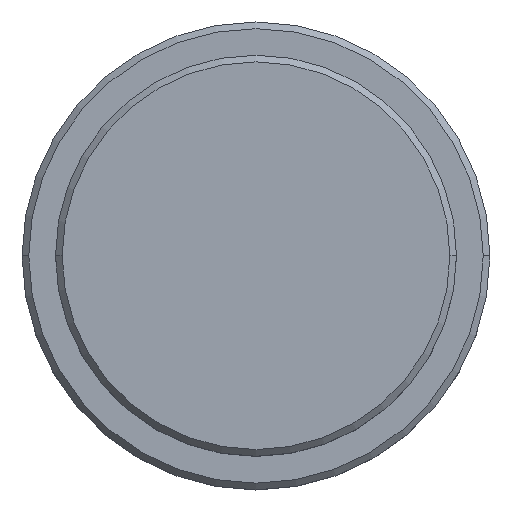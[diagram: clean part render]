
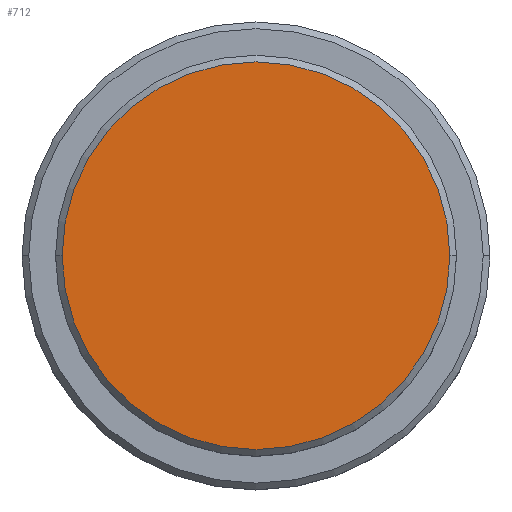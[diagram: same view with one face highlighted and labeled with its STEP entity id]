
A CAD part, top view. The second image highlights one B-rep face of the part: STEP entity #712.
In plain terms, the highlighted planar face has unit normal (0, 0, 1).
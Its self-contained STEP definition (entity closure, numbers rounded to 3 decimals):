
#9 = AXIS2_PLACEMENT_3D ( 'NONE', #211, #233, #979 ) ;
#49 = EDGE_CURVE ( 'NONE', #325, #433, #1085, .T. ) ;
#115 = EDGE_LOOP ( 'NONE', ( #1401, #1240 ) ) ;
#178 = CIRCLE ( 'NONE', #9, 14.5 ) ;
#211 = CARTESIAN_POINT ( 'NONE',  ( 0., 0., 0. ) ) ;
#232 = CARTESIAN_POINT ( 'NONE',  ( 0., 0., 0. ) ) ;
#233 = DIRECTION ( 'NONE',  ( 0., 0., 1. ) ) ;
#325 = VERTEX_POINT ( 'NONE', #1170 ) ;
#433 = VERTEX_POINT ( 'NONE', #1114 ) ;
#577 = CARTESIAN_POINT ( 'NONE',  ( 0., 0., 0. ) ) ;
#634 = AXIS2_PLACEMENT_3D ( 'NONE', #232, #1132, #1036 ) ;
#712 = ADVANCED_FACE ( 'NONE', ( #777 ), #1211, .T. ) ;
#777 = FACE_OUTER_BOUND ( 'NONE', #115, .T. ) ;
#892 = DIRECTION ( 'NONE',  ( 0., 0., 1. ) ) ;
#979 = DIRECTION ( 'NONE',  ( 1., 0., 0. ) ) ;
#1036 = DIRECTION ( 'NONE',  ( 1., 0., 0. ) ) ;
#1040 = EDGE_CURVE ( 'NONE', #433, #325, #178, .T. ) ;
#1085 = CIRCLE ( 'NONE', #1108, 14.5 ) ;
#1108 = AXIS2_PLACEMENT_3D ( 'NONE', #577, #892, #1217 ) ;
#1114 = CARTESIAN_POINT ( 'NONE',  ( -14.5, 0., 0. ) ) ;
#1132 = DIRECTION ( 'NONE',  ( 0., 0., 1. ) ) ;
#1170 = CARTESIAN_POINT ( 'NONE',  ( 14.5, 0., 0. ) ) ;
#1211 = PLANE ( 'NONE',  #634 ) ;
#1217 = DIRECTION ( 'NONE',  ( 1., 0., 0. ) ) ;
#1240 = ORIENTED_EDGE ( 'NONE', *, *, #49, .T. ) ;
#1401 = ORIENTED_EDGE ( 'NONE', *, *, #1040, .T. ) ;
